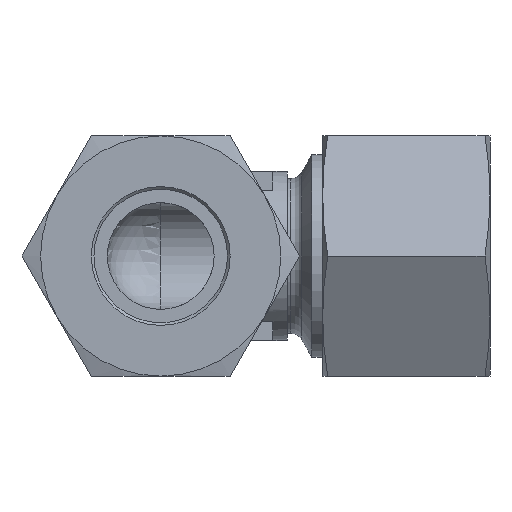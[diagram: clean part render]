
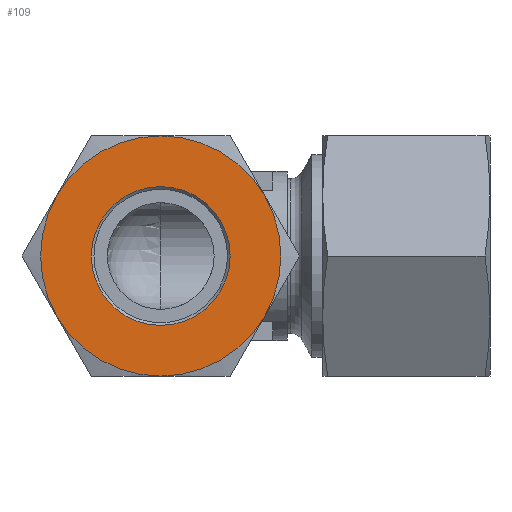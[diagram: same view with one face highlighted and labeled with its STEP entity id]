
A CAD part, front view. The second image highlights one B-rep face of the part: STEP entity #109.
In plain terms, the highlighted planar face has unit normal (0, -1, 0).
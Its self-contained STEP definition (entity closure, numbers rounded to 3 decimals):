
#109 = ADVANCED_FACE( '', ( #241, #242 ), #243, .F. );
#241 = FACE_BOUND( '', #439, .T. );
#242 = FACE_OUTER_BOUND( '', #440, .T. );
#243 = PLANE( '', #441 );
#439 = EDGE_LOOP( '', ( #801 ) );
#440 = EDGE_LOOP( '', ( #802, #803, #804, #805, #806, #807 ) );
#441 = AXIS2_PLACEMENT_3D( '', #808, #809, #810 );
#801 = ORIENTED_EDGE( '', *, *, #1237, .F. );
#802 = ORIENTED_EDGE( '', *, *, #1245, .T. );
#803 = ORIENTED_EDGE( '', *, *, #1244, .T. );
#804 = ORIENTED_EDGE( '', *, *, #1239, .T. );
#805 = ORIENTED_EDGE( '', *, *, #1209, .T. );
#806 = ORIENTED_EDGE( '', *, *, #1220, .T. );
#807 = ORIENTED_EDGE( '', *, *, #1246, .T. );
#808 = CARTESIAN_POINT( '', ( 13.5, -37., 0. ) );
#809 = DIRECTION( '', ( 0., 1., 0. ) );
#810 = DIRECTION( '', ( -1., 0., 0. ) );
#1209 = EDGE_CURVE( '', #1423, #1424, #1425, .T. );
#1220 = EDGE_CURVE( '', #1424, #1440, #1442, .T. );
#1237 = EDGE_CURVE( '', #1468, #1468, #1469, .T. );
#1239 = EDGE_CURVE( '', #1455, #1423, #1472, .T. );
#1244 = EDGE_CURVE( '', #1448, #1455, #1480, .T. );
#1245 = EDGE_CURVE( '', #1464, #1448, #1481, .T. );
#1246 = EDGE_CURVE( '', #1440, #1464, #1482, .T. );
#1423 = VERTEX_POINT( '', #1830 );
#1424 = VERTEX_POINT( '', #1831 );
#1425 = CIRCLE( '', #1832, 13.5 );
#1440 = VERTEX_POINT( '', #1872 );
#1442 = CIRCLE( '', #1879, 13.5 );
#1448 = VERTEX_POINT( '', #1896 );
#1455 = VERTEX_POINT( '', #1915 );
#1464 = VERTEX_POINT( '', #1946 );
#1468 = VERTEX_POINT( '', #1965 );
#1469 = CIRCLE( '', #1966, 7.8 );
#1472 = CIRCLE( '', #1969, 13.5 );
#1480 = CIRCLE( '', #1982, 13.5 );
#1481 = CIRCLE( '', #1983, 13.5 );
#1482 = CIRCLE( '', #1984, 13.5 );
#1830 = CARTESIAN_POINT( '', ( 0., -37., 13.5 ) );
#1831 = CARTESIAN_POINT( '', ( -11.691, -37., 6.75 ) );
#1832 = AXIS2_PLACEMENT_3D( '', #2342, #2343, #2344 );
#1872 = CARTESIAN_POINT( '', ( -11.691, -37., -6.75 ) );
#1879 = AXIS2_PLACEMENT_3D( '', #2357, #2358, #2359 );
#1896 = CARTESIAN_POINT( '', ( 11.691, -37., -6.75 ) );
#1915 = CARTESIAN_POINT( '', ( 11.691, -37., 6.75 ) );
#1946 = CARTESIAN_POINT( '', ( 0., -37., -13.5 ) );
#1965 = CARTESIAN_POINT( '', ( 7.8, -37., 0. ) );
#1966 = AXIS2_PLACEMENT_3D( '', #2365, #2366, #2367 );
#1969 = AXIS2_PLACEMENT_3D( '', #2371, #2372, #2373 );
#1982 = AXIS2_PLACEMENT_3D( '', #2383, #2384, #2385 );
#1983 = AXIS2_PLACEMENT_3D( '', #2386, #2387, #2388 );
#1984 = AXIS2_PLACEMENT_3D( '', #2389, #2390, #2391 );
#2342 = CARTESIAN_POINT( '', ( 0., -37., 0. ) );
#2343 = DIRECTION( '', ( 0., -1., 0. ) );
#2344 = DIRECTION( '', ( 1., 0., 0. ) );
#2357 = CARTESIAN_POINT( '', ( 0., -37., 0. ) );
#2358 = DIRECTION( '', ( 0., -1., 0. ) );
#2359 = DIRECTION( '', ( 1., 0., 0. ) );
#2365 = CARTESIAN_POINT( '', ( 0., -37., 0. ) );
#2366 = DIRECTION( '', ( 0., -1., 0. ) );
#2367 = DIRECTION( '', ( 1., 0., 0. ) );
#2371 = CARTESIAN_POINT( '', ( 0., -37., 0. ) );
#2372 = DIRECTION( '', ( 0., -1., 0. ) );
#2373 = DIRECTION( '', ( 1., 0., 0. ) );
#2383 = CARTESIAN_POINT( '', ( 0., -37., 0. ) );
#2384 = DIRECTION( '', ( 0., -1., 0. ) );
#2385 = DIRECTION( '', ( 1., 0., 0. ) );
#2386 = CARTESIAN_POINT( '', ( 0., -37., 0. ) );
#2387 = DIRECTION( '', ( 0., -1., 0. ) );
#2388 = DIRECTION( '', ( 1., 0., 0. ) );
#2389 = CARTESIAN_POINT( '', ( 0., -37., 0. ) );
#2390 = DIRECTION( '', ( 0., -1., 0. ) );
#2391 = DIRECTION( '', ( 1., 0., 0. ) );
